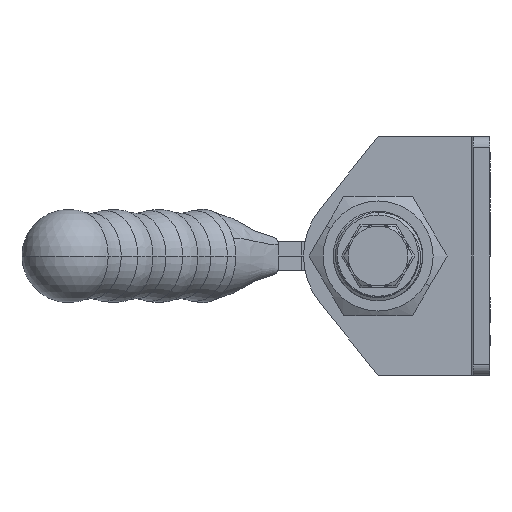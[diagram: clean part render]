
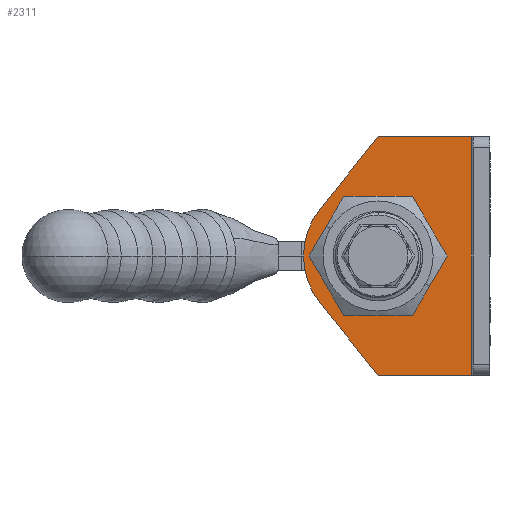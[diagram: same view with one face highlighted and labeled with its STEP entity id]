
A CAD part, left-side view. The second image highlights one B-rep face of the part: STEP entity #2311.
In plain terms, the highlighted planar face has unit normal (-1, 0, 0).
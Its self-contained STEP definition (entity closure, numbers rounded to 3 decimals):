
#563 = VERTEX_POINT ( 'NONE', #16362 ) ;
#768 = VERTEX_POINT ( 'NONE', #8208 ) ;
#1206 = DIRECTION ( 'NONE',  ( -1., 0., 0. ) ) ;
#1412 = CARTESIAN_POINT ( 'NONE',  ( -48., 15.612, -12.5 ) ) ;
#1478 = CARTESIAN_POINT ( 'NONE',  ( -48., 3.002, -28.25 ) ) ;
#1674 = VECTOR ( 'NONE', #13702, 1000. ) ;
#1709 = LINE ( 'NONE', #5752, #16119 ) ;
#1789 = CARTESIAN_POINT ( 'NONE',  ( -48., 0., 32. ) ) ;
#2311 = ADVANCED_FACE ( 'NONE', ( #10042, #17464 ), #10698, .T. ) ;
#2376 = DIRECTION ( 'NONE',  ( 0., 0.625, -0.781 ) ) ;
#2393 = CARTESIAN_POINT ( 'NONE',  ( -48., -25., -22. ) ) ;
#2438 = VERTEX_POINT ( 'NONE', #12273 ) ;
#2766 = VERTEX_POINT ( 'NONE', #16700 ) ;
#2906 = EDGE_CURVE ( 'NONE', #768, #2438, #17869, .T. ) ;
#2961 = EDGE_CURVE ( 'NONE', #13505, #563, #1709, .T. ) ;
#3120 = ORIENTED_EDGE ( 'NONE', *, *, #12955, .F. ) ;
#3121 = ORIENTED_EDGE ( 'NONE', *, *, #2906, .T. ) ;
#3267 = CARTESIAN_POINT ( 'NONE',  ( -48., 0., -12.5 ) ) ;
#3307 = ORIENTED_EDGE ( 'NONE', *, *, #5920, .F. ) ;
#3595 = AXIS2_PLACEMENT_3D ( 'NONE', #4536, #14340, #5945 ) ;
#4002 = EDGE_LOOP ( 'NONE', ( #3307, #3120 ) ) ;
#4014 = EDGE_CURVE ( 'NONE', #563, #10120, #16775, .T. ) ;
#4422 = AXIS2_PLACEMENT_3D ( 'NONE', #5448, #15252, #6876 ) ;
#4434 = EDGE_CURVE ( 'NONE', #2766, #768, #9098, .T. ) ;
#4536 = CARTESIAN_POINT ( 'NONE',  ( -48., 0., 0. ) ) ;
#4709 = ORIENTED_EDGE ( 'NONE', *, *, #17045, .T. ) ;
#5448 = CARTESIAN_POINT ( 'NONE',  ( -48., 0., 0. ) ) ;
#5752 = CARTESIAN_POINT ( 'NONE',  ( -48., 3.002, 28.25 ) ) ;
#5790 = VERTEX_POINT ( 'NONE', #8999 ) ;
#5920 = EDGE_CURVE ( 'NONE', #13540, #5790, #6428, .T. ) ;
#5945 = DIRECTION ( 'NONE',  ( 0., 0., 1. ) ) ;
#6428 = CIRCLE ( 'NONE', #4422, 12.5 ) ;
#6743 = CARTESIAN_POINT ( 'NONE',  ( -48., -30., -32. ) ) ;
#6837 = EDGE_LOOP ( 'NONE', ( #12994, #3121, #15118, #7587, #13658, #4709 ) ) ;
#6876 = DIRECTION ( 'NONE',  ( 0., 0., 1. ) ) ;
#7098 = DIRECTION ( 'NONE',  ( 0., -0.625, -0.781 ) ) ;
#7305 = DIRECTION ( 'NONE',  ( 0., 0., 1. ) ) ;
#7587 = ORIENTED_EDGE ( 'NONE', *, *, #2961, .T. ) ;
#8208 = CARTESIAN_POINT ( 'NONE',  ( -48., -25., -32. ) ) ;
#8784 = VECTOR ( 'NONE', #7098, 1000. ) ;
#8999 = CARTESIAN_POINT ( 'NONE',  ( -48., 0., 12.5 ) ) ;
#9098 = LINE ( 'NONE', #6743, #1674 ) ;
#9200 = LINE ( 'NONE', #1478, #8784 ) ;
#9573 = CARTESIAN_POINT ( 'NONE',  ( -48., 0., 0. ) ) ;
#9738 = EDGE_CURVE ( 'NONE', #2438, #13505, #17785, .T. ) ;
#10042 = FACE_BOUND ( 'NONE', #4002, .T. ) ;
#10120 = VERTEX_POINT ( 'NONE', #1412 ) ;
#10698 = PLANE ( 'NONE',  #11964 ) ;
#10974 = DIRECTION ( 'NONE',  ( 0., 0., 1. ) ) ;
#11309 = CARTESIAN_POINT ( 'NONE',  ( -48., -4.804, -22. ) ) ;
#11964 = AXIS2_PLACEMENT_3D ( 'NONE', #11309, #16743, #17406 ) ;
#12273 = CARTESIAN_POINT ( 'NONE',  ( -48., -25., 32. ) ) ;
#12955 = EDGE_CURVE ( 'NONE', #5790, #13540, #17482, .T. ) ;
#12994 = ORIENTED_EDGE ( 'NONE', *, *, #4434, .T. ) ;
#13432 = CARTESIAN_POINT ( 'NONE',  ( -48., -30., 32. ) ) ;
#13505 = VERTEX_POINT ( 'NONE', #1789 ) ;
#13540 = VERTEX_POINT ( 'NONE', #3267 ) ;
#13658 = ORIENTED_EDGE ( 'NONE', *, *, #4014, .T. ) ;
#13702 = DIRECTION ( 'NONE',  ( 0., -1., 0. ) ) ;
#14115 = VECTOR ( 'NONE', #17643, 1000. ) ;
#14193 = VECTOR ( 'NONE', #7305, 1000. ) ;
#14340 = DIRECTION ( 'NONE',  ( -1., 0., 0. ) ) ;
#14944 = AXIS2_PLACEMENT_3D ( 'NONE', #9573, #1206, #10974 ) ;
#15118 = ORIENTED_EDGE ( 'NONE', *, *, #9738, .T. ) ;
#15252 = DIRECTION ( 'NONE',  ( -1., 0., 0. ) ) ;
#16119 = VECTOR ( 'NONE', #2376, 1000. ) ;
#16362 = CARTESIAN_POINT ( 'NONE',  ( -48., 15.612, 12.5 ) ) ;
#16700 = CARTESIAN_POINT ( 'NONE',  ( -48., 0., -32. ) ) ;
#16743 = DIRECTION ( 'NONE',  ( -1., 0., 0. ) ) ;
#16775 = CIRCLE ( 'NONE', #14944, 20. ) ;
#17045 = EDGE_CURVE ( 'NONE', #10120, #2766, #9200, .T. ) ;
#17406 = DIRECTION ( 'NONE',  ( 0., 0., 1. ) ) ;
#17464 = FACE_OUTER_BOUND ( 'NONE', #6837, .T. ) ;
#17482 = CIRCLE ( 'NONE', #3595, 12.5 ) ;
#17643 = DIRECTION ( 'NONE',  ( 0., 1., 0. ) ) ;
#17785 = LINE ( 'NONE', #13432, #14115 ) ;
#17869 = LINE ( 'NONE', #2393, #14193 ) ;
